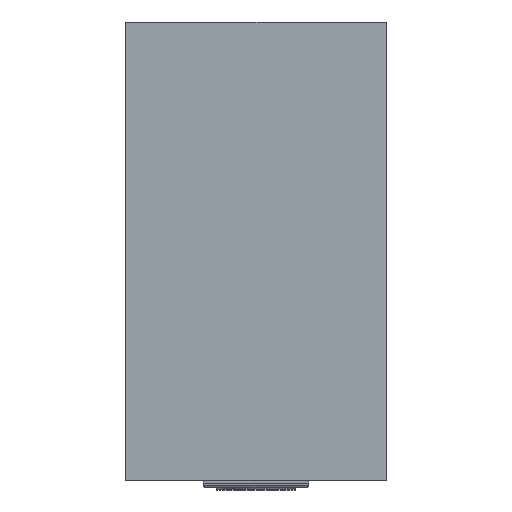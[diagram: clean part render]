
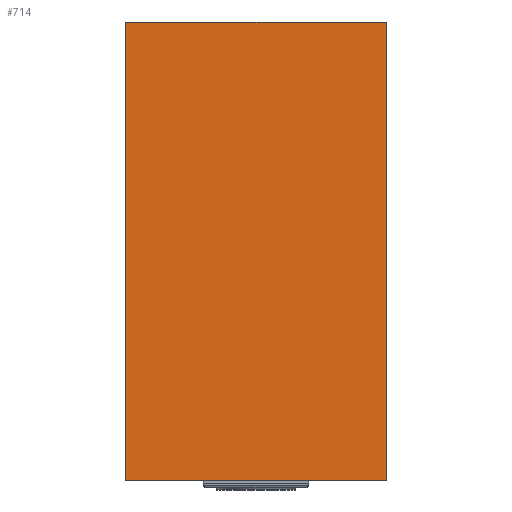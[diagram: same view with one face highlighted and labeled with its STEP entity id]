
A CAD part, left-side view. The second image highlights one B-rep face of the part: STEP entity #714.
In plain terms, the highlighted planar face has unit normal (-1, 0, 0).
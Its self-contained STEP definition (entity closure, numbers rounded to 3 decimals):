
#19 = LINE ( 'NONE', #161, #417 ) ;
#80 = CARTESIAN_POINT ( 'NONE',  ( -30.1, 30.1, 0. ) ) ;
#91 = LINE ( 'NONE', #972, #285 ) ;
#104 = EDGE_CURVE ( 'NONE', #1575, #1712, #838, .T. ) ;
#161 = CARTESIAN_POINT ( 'NONE',  ( -30.1, 30.1, 106. ) ) ;
#178 = CARTESIAN_POINT ( 'NONE',  ( -30.1, -30.1, 0. ) ) ;
#282 = DIRECTION ( 'NONE',  ( 0., 1., 0. ) ) ;
#285 = VECTOR ( 'NONE', #908, 1000. ) ;
#300 = CARTESIAN_POINT ( 'NONE',  ( -30.1, 30.1, 6. ) ) ;
#306 = EDGE_CURVE ( 'NONE', #454, #1575, #584, .T. ) ;
#371 = VERTEX_POINT ( 'NONE', #510 ) ;
#417 = VECTOR ( 'NONE', #1209, 1000. ) ;
#429 = FACE_OUTER_BOUND ( 'NONE', #474, .T. ) ;
#439 = CARTESIAN_POINT ( 'NONE',  ( -30.1, 30.1, 6. ) ) ;
#454 = VERTEX_POINT ( 'NONE', #1400 ) ;
#455 = ORIENTED_EDGE ( 'NONE', *, *, #306, .T. ) ;
#474 = EDGE_LOOP ( 'NONE', ( #1517, #919, #1761, #455 ) ) ;
#510 = CARTESIAN_POINT ( 'NONE',  ( -30.1, -30.1, 106. ) ) ;
#550 = CARTESIAN_POINT ( 'NONE',  ( -30.1, 30.1, 0. ) ) ;
#584 = LINE ( 'NONE', #439, #1097 ) ;
#689 = VECTOR ( 'NONE', #1872, 1000. ) ;
#713 = EDGE_CURVE ( 'NONE', #371, #1712, #91, .T. ) ;
#714 = ADVANCED_FACE ( 'NONE', ( #429 ), #1174, .F. ) ;
#838 = LINE ( 'NONE', #550, #689 ) ;
#908 = DIRECTION ( 'NONE',  ( 0., 0., -1. ) ) ;
#919 = ORIENTED_EDGE ( 'NONE', *, *, #713, .F. ) ;
#972 = CARTESIAN_POINT ( 'NONE',  ( -30.1, -30.1, 6. ) ) ;
#1030 = DIRECTION ( 'NONE',  ( 1., 0., 0. ) ) ;
#1040 = DIRECTION ( 'NONE',  ( 0., 0., -1. ) ) ;
#1097 = VECTOR ( 'NONE', #1040, 1000. ) ;
#1174 = PLANE ( 'NONE',  #1376 ) ;
#1209 = DIRECTION ( 'NONE',  ( 0., -1., 0. ) ) ;
#1376 = AXIS2_PLACEMENT_3D ( 'NONE', #300, #1030, #282 ) ;
#1400 = CARTESIAN_POINT ( 'NONE',  ( -30.1, 30.1, 106. ) ) ;
#1517 = ORIENTED_EDGE ( 'NONE', *, *, #104, .T. ) ;
#1575 = VERTEX_POINT ( 'NONE', #80 ) ;
#1712 = VERTEX_POINT ( 'NONE', #178 ) ;
#1761 = ORIENTED_EDGE ( 'NONE', *, *, #1806, .F. ) ;
#1806 = EDGE_CURVE ( 'NONE', #454, #371, #19, .T. ) ;
#1872 = DIRECTION ( 'NONE',  ( 0., -1., 0. ) ) ;
